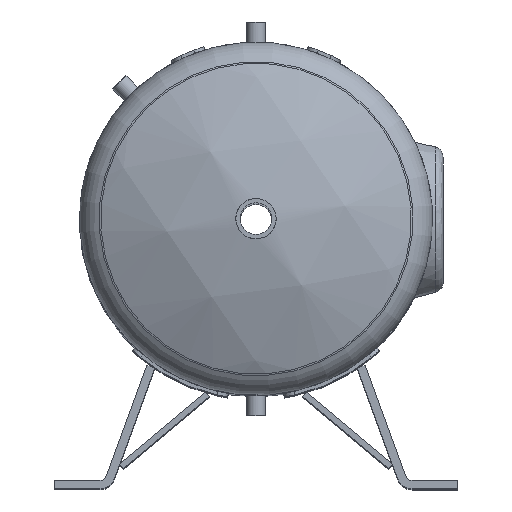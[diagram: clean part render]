
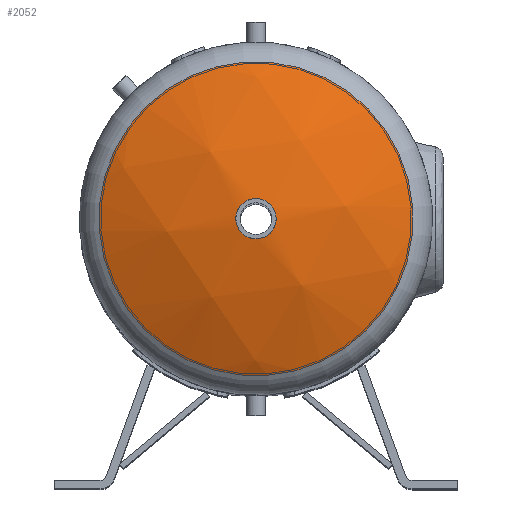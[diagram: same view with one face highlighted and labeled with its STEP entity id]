
A CAD part, top view. The second image highlights one B-rep face of the part: STEP entity #2052.
In plain terms, the highlighted spherical face has radius 500 mm.
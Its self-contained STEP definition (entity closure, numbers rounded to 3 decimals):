
#58=SPHERICAL_SURFACE('',#2234,500.);
#132=FACE_BOUND('',#540,.T.);
#186=CIRCLE('',#2227,28.5);
#190=CIRCLE('',#2235,222.222);
#376=FACE_OUTER_BOUND('',#539,.T.);
#539=EDGE_LOOP('',(#1871));
#540=EDGE_LOOP('',(#1872));
#1072=VERTEX_POINT('',#4997);
#1076=VERTEX_POINT('',#5009);
#1336=EDGE_CURVE('',#1072,#1072,#186,.T.);
#1340=EDGE_CURVE('',#1076,#1076,#190,.T.);
#1871=ORIENTED_EDGE('',*,*,#1340,.F.);
#1872=ORIENTED_EDGE('',*,*,#1336,.T.);
#2052=ADVANCED_FACE('',(#376,#132),#58,.T.);
#2227=AXIS2_PLACEMENT_3D('',#4998,#2722,#2723);
#2234=AXIS2_PLACEMENT_3D('',#5008,#2736,#2737);
#2235=AXIS2_PLACEMENT_3D('',#5010,#2738,#2739);
#2722=DIRECTION('center_axis',(0.,-1.,0.));
#2723=DIRECTION('ref_axis',(-1.,0.,0.));
#2736=DIRECTION('center_axis',(0.,0.,1.));
#2737=DIRECTION('ref_axis',(1.,0.,0.));
#2738=DIRECTION('center_axis',(0.,-1.,0.));
#2739=DIRECTION('ref_axis',(1.,0.,0.));
#4997=CARTESIAN_POINT('',(28.5,124.187,0.));
#4998=CARTESIAN_POINT('Origin',(0.,124.187,0.));
#5008=CARTESIAN_POINT('Origin',(0.,-375.,0.));
#5009=CARTESIAN_POINT('',(222.222,72.903,0.));
#5010=CARTESIAN_POINT('Origin',(0.,72.903,0.));
